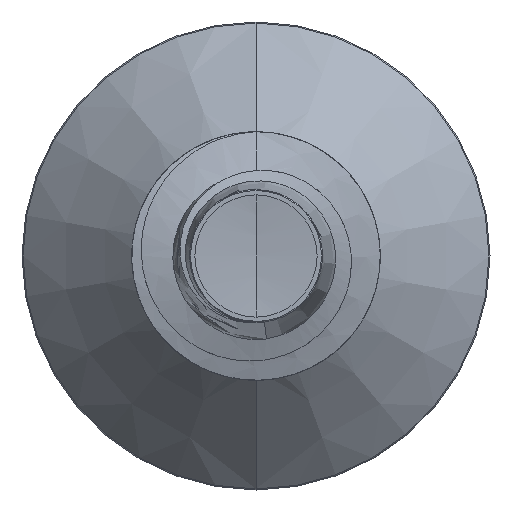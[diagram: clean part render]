
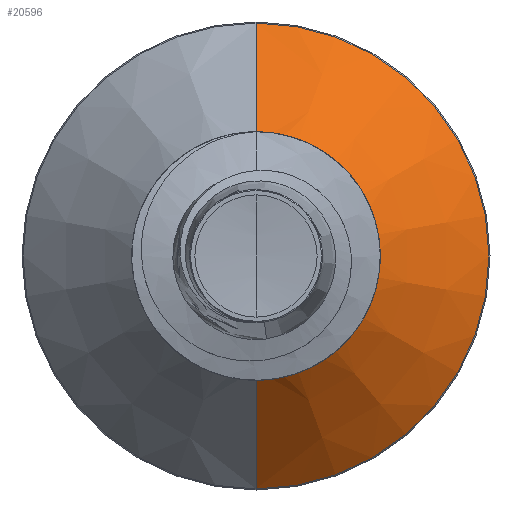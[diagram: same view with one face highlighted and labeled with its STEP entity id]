
A CAD part, front view. The second image highlights one B-rep face of the part: STEP entity #20596.
In plain terms, the highlighted conical face has half-angle 45 degrees and reference radius 2.744 mm.
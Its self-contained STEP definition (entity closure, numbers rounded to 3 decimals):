
#671 = DIRECTION ( 'NONE',  ( 0., 0.707, -0.707 ) ) ;
#1194 = EDGE_CURVE ( 'NONE', #12564, #21125, #11782, .T. ) ;
#1828 = DIRECTION ( 'NONE',  ( 0., 0., 1. ) ) ;
#2901 = VERTEX_POINT ( 'NONE', #19217 ) ;
#5822 = ORIENTED_EDGE ( 'NONE', *, *, #14598, .T. ) ;
#6256 = CARTESIAN_POINT ( 'NONE',  ( 0., 23.745, 2.745 ) ) ;
#6678 = EDGE_CURVE ( 'NONE', #14807, #12564, #12324, .T. ) ;
#7473 = LINE ( 'NONE', #12812, #8273 ) ;
#8273 = VECTOR ( 'NONE', #671, 1000. ) ;
#8791 = DIRECTION ( 'NONE',  ( 0., 1., 0. ) ) ;
#10213 = CIRCLE ( 'NONE', #16905, 2.745 ) ;
#11349 = CARTESIAN_POINT ( 'NONE',  ( 0., 23.745, 2.745 ) ) ;
#11382 = CARTESIAN_POINT ( 'NONE',  ( 0., 23.745, 0. ) ) ;
#11596 = CONICAL_SURFACE ( 'NONE', #22099, 2.745, 0.785 ) ;
#11782 = CIRCLE ( 'NONE', #16276, 5.624 ) ;
#12324 = LINE ( 'NONE', #6256, #13549 ) ;
#12564 = VERTEX_POINT ( 'NONE', #20264 ) ;
#12812 = CARTESIAN_POINT ( 'NONE',  ( 0., 23.745, -2.745 ) ) ;
#12832 = ORIENTED_EDGE ( 'NONE', *, *, #24017, .T. ) ;
#13161 = ORIENTED_EDGE ( 'NONE', *, *, #1194, .F. ) ;
#13307 = ORIENTED_EDGE ( 'NONE', *, *, #6678, .F. ) ;
#13549 = VECTOR ( 'NONE', #18824, 1000. ) ;
#14598 = EDGE_CURVE ( 'NONE', #14807, #2901, #10213, .T. ) ;
#14807 = VERTEX_POINT ( 'NONE', #11349 ) ;
#15929 = FACE_OUTER_BOUND ( 'NONE', #21327, .T. ) ;
#16276 = AXIS2_PLACEMENT_3D ( 'NONE', #22902, #18033, #22155 ) ;
#16905 = AXIS2_PLACEMENT_3D ( 'NONE', #20830, #8791, #22542 ) ;
#17425 = DIRECTION ( 'NONE',  ( 0., 1., 0. ) ) ;
#17676 = CARTESIAN_POINT ( 'NONE',  ( 0., 26.624, -5.624 ) ) ;
#18033 = DIRECTION ( 'NONE',  ( 0., 1., 0. ) ) ;
#18824 = DIRECTION ( 'NONE',  ( 0., 0.707, 0.707 ) ) ;
#19217 = CARTESIAN_POINT ( 'NONE',  ( 0., 23.745, -2.745 ) ) ;
#20264 = CARTESIAN_POINT ( 'NONE',  ( 0., 26.624, 5.624 ) ) ;
#20596 = ADVANCED_FACE ( 'NONE', ( #15929 ), #11596, .T. ) ;
#20830 = CARTESIAN_POINT ( 'NONE',  ( 0., 23.745, 0. ) ) ;
#21125 = VERTEX_POINT ( 'NONE', #17676 ) ;
#21327 = EDGE_LOOP ( 'NONE', ( #5822, #12832, #13161, #13307 ) ) ;
#22099 = AXIS2_PLACEMENT_3D ( 'NONE', #11382, #17425, #1828 ) ;
#22155 = DIRECTION ( 'NONE',  ( 0., 0., 1. ) ) ;
#22542 = DIRECTION ( 'NONE',  ( 0., 0., 1. ) ) ;
#22902 = CARTESIAN_POINT ( 'NONE',  ( 0., 26.624, 0. ) ) ;
#24017 = EDGE_CURVE ( 'NONE', #2901, #21125, #7473, .T. ) ;
